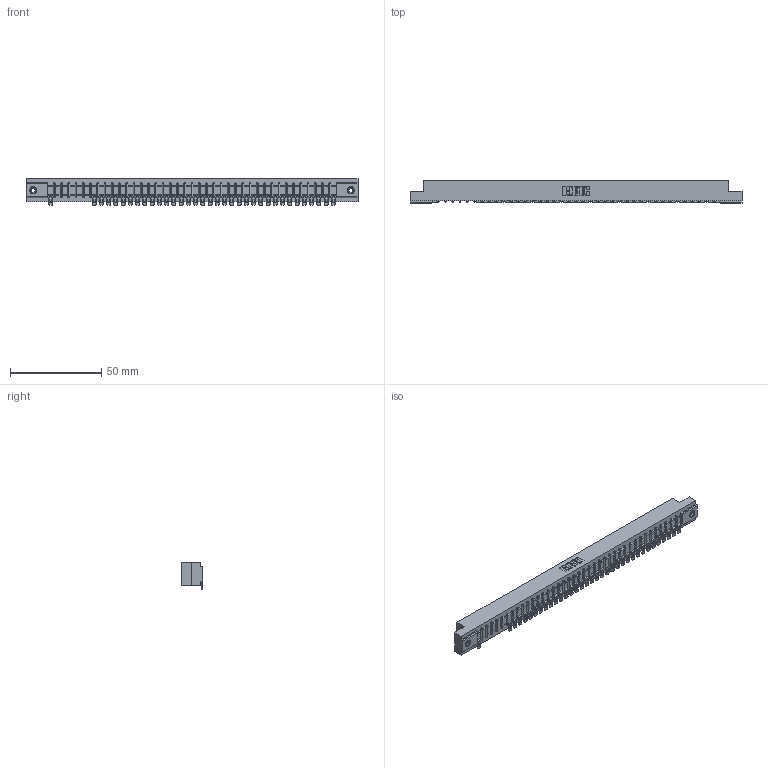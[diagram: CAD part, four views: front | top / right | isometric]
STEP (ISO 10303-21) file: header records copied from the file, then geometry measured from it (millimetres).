
FILE_DESCRIPTION (( 'STEP AP203' ), '1' );
FILE_NAME ('357-040-554-108.STEP', '2018-08-11T05:33:28', ( '' ), ( '' ), 'SwSTEP 2.0', 'SolidWorks 2016', '' );
FILE_SCHEMA (( 'CONFIG_CONTROL_DESIGN' ));
Length unit declared in the file: inch
Products named in the file (4): 345-250-001_345-250-003-102; 357-040-554-108; 307 Part_.156 Dia Mounting Holes; 307-290-002_554
Assembly tree (38 placements, depth 2):
  357-040-554-108
    307 Part_.156 Dia Mounting Holes
    307-290-002_554  x35
    345-250-001_345-250-003-102  x2
Bounding box: 181.51 x 12.01 x 14.52 mm (x, y, z)
Volume: 19270.2 mm3; surface area: 23413.3 mm2
Topology: 38 solids, 38 shells, 3154 faces, 9634 edges, 6304 vertices
Faces by surface type: plane 1772, cylinder 1284, sphere 82, cone 12, torus 4
Entity records: 36528 total; most frequent: CARTESIAN_POINT 6164, ORIENTED_EDGE 6152, DIRECTION 6000, EDGE_CURVE 3076, LINE 2348, VECTOR 2348, VERTEX_POINT 1990, AXIS2_PLACEMENT_3D 1826
